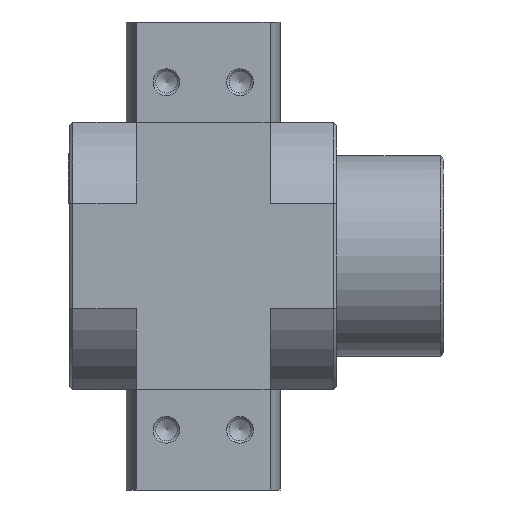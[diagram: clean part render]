
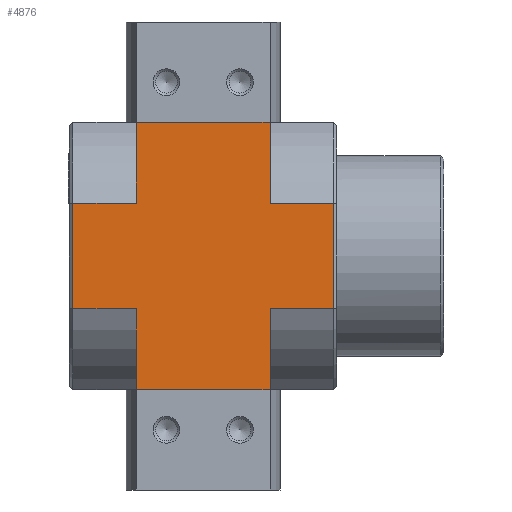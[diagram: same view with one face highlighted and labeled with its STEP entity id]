
A CAD part, left-side view. The second image highlights one B-rep face of the part: STEP entity #4876.
In plain terms, the highlighted face is planar.
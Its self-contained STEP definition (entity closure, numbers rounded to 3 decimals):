
#266=LINE('',#7138,#557);
#294=LINE('',#7200,#585);
#296=LINE('',#7204,#587);
#297=LINE('',#7207,#588);
#298=LINE('',#7209,#589);
#299=LINE('',#7211,#590);
#300=LINE('',#7212,#591);
#301=LINE('',#7214,#592);
#302=LINE('',#7216,#593);
#303=LINE('',#7218,#594);
#304=LINE('',#7220,#595);
#305=LINE('',#7221,#596);
#557=VECTOR('',#5779,1000.);
#585=VECTOR('',#5817,1000.);
#587=VECTOR('',#5821,1000.);
#588=VECTOR('',#5822,1000.);
#589=VECTOR('',#5823,1000.);
#590=VECTOR('',#5824,1000.);
#591=VECTOR('',#5825,1000.);
#592=VECTOR('',#5826,1000.);
#593=VECTOR('',#5827,1000.);
#594=VECTOR('',#5828,1000.);
#595=VECTOR('',#5829,1000.);
#596=VECTOR('',#5830,1000.);
#916=ORIENTED_EDGE('',*,*,#2001,.T.);
#917=ORIENTED_EDGE('',*,*,#2002,.F.);
#918=ORIENTED_EDGE('',*,*,#2003,.T.);
#919=ORIENTED_EDGE('',*,*,#2004,.F.);
#920=ORIENTED_EDGE('',*,*,#1999,.T.);
#921=ORIENTED_EDGE('',*,*,#2005,.T.);
#922=ORIENTED_EDGE('',*,*,#2006,.F.);
#923=ORIENTED_EDGE('',*,*,#2007,.T.);
#924=ORIENTED_EDGE('',*,*,#2008,.F.);
#925=ORIENTED_EDGE('',*,*,#2009,.T.);
#926=ORIENTED_EDGE('',*,*,#1968,.F.);
#927=ORIENTED_EDGE('',*,*,#2010,.F.);
#1968=EDGE_CURVE('',#2511,#2512,#266,.T.);
#1999=EDGE_CURVE('',#2541,#2540,#294,.T.);
#2001=EDGE_CURVE('',#2542,#2543,#296,.F.);
#2002=EDGE_CURVE('',#2544,#2543,#297,.T.);
#2003=EDGE_CURVE('',#2544,#2545,#298,.T.);
#2004=EDGE_CURVE('',#2541,#2545,#299,.T.);
#2005=EDGE_CURVE('',#2540,#2546,#300,.T.);
#2006=EDGE_CURVE('',#2547,#2546,#301,.T.);
#2007=EDGE_CURVE('',#2547,#2548,#302,.T.);
#2008=EDGE_CURVE('',#2549,#2548,#303,.F.);
#2009=EDGE_CURVE('',#2549,#2512,#304,.T.);
#2010=EDGE_CURVE('',#2542,#2511,#305,.T.);
#2511=VERTEX_POINT('',#7137);
#2512=VERTEX_POINT('',#7139);
#2540=VERTEX_POINT('',#7199);
#2541=VERTEX_POINT('',#7201);
#2542=VERTEX_POINT('',#7205);
#2543=VERTEX_POINT('',#7206);
#2544=VERTEX_POINT('',#7208);
#2545=VERTEX_POINT('',#7210);
#2546=VERTEX_POINT('',#7213);
#2547=VERTEX_POINT('',#7215);
#2548=VERTEX_POINT('',#7217);
#2549=VERTEX_POINT('',#7219);
#3091=EDGE_LOOP('',(#916,#917,#918,#919,#920,#921,#922,#923,#924,#925,#926,
#927));
#3495=FACE_BOUND('',#3091,.T.);
#3892=PLANE('',#5206);
#4876=ADVANCED_FACE('',(#3495),#3892,.F.);
#5206=AXIS2_PLACEMENT_3D('',#7203,#5819,#5820);
#5779=DIRECTION('',(0.,-1.,0.));
#5817=DIRECTION('',(0.,-1.,0.));
#5819=DIRECTION('',(0.,0.,1.));
#5820=DIRECTION('',(1.,0.,0.));
#5821=DIRECTION('',(0.,-1.,0.));
#5822=DIRECTION('',(-1.,0.,0.));
#5823=DIRECTION('',(0.,-1.,0.));
#5824=DIRECTION('',(-1.,0.,0.));
#5825=DIRECTION('',(-1.,0.,0.));
#5826=DIRECTION('',(0.,1.,0.));
#5827=DIRECTION('',(-1.,0.,0.));
#5828=DIRECTION('',(0.,1.,0.));
#5829=DIRECTION('',(-1.,0.,0.));
#5830=DIRECTION('',(-1.,0.,0.));
#7137=CARTESIAN_POINT('',(-20.,10.,-20.));
#7138=CARTESIAN_POINT('',(-20.,20.,-20.));
#7139=CARTESIAN_POINT('',(-20.,-10.,-20.));
#7199=CARTESIAN_POINT('',(20.,-10.,-20.));
#7200=CARTESIAN_POINT('',(20.,20.,-20.));
#7201=CARTESIAN_POINT('',(20.,10.,-20.));
#7203=CARTESIAN_POINT('',(20.,20.,-20.));
#7204=CARTESIAN_POINT('',(-7.89,30.,-20.));
#7205=CARTESIAN_POINT('',(-7.89,10.,-20.));
#7206=CARTESIAN_POINT('',(-7.89,19.5,-20.));
#7207=CARTESIAN_POINT('',(20.,19.5,-20.));
#7208=CARTESIAN_POINT('',(7.89,19.5,-20.));
#7209=CARTESIAN_POINT('',(7.89,30.,-20.));
#7210=CARTESIAN_POINT('',(7.89,10.,-20.));
#7211=CARTESIAN_POINT('',(20.,10.,-20.));
#7212=CARTESIAN_POINT('',(20.,-10.,-20.));
#7213=CARTESIAN_POINT('',(7.89,-10.,-20.));
#7214=CARTESIAN_POINT('',(7.89,-30.,-20.));
#7215=CARTESIAN_POINT('',(7.89,-19.5,-20.));
#7216=CARTESIAN_POINT('',(20.,-19.5,-20.));
#7217=CARTESIAN_POINT('',(-7.89,-19.5,-20.));
#7218=CARTESIAN_POINT('',(-7.89,-30.,-20.));
#7219=CARTESIAN_POINT('',(-7.89,-10.,-20.));
#7220=CARTESIAN_POINT('',(20.,-10.,-20.));
#7221=CARTESIAN_POINT('',(20.,10.,-20.));
